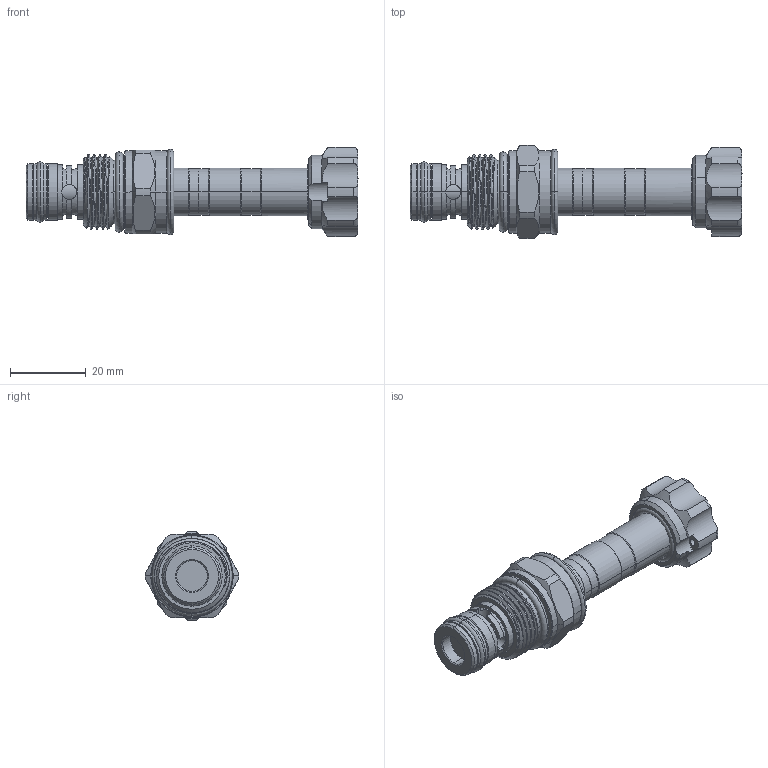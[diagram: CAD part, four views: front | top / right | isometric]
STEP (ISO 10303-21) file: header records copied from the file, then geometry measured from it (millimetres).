
FILE_DESCRIPTION (( 'STEP AP203' ), '1' );
FILE_NAME ('EP20M2A51Q04.STEP', '2020-03-31T05:05:18', ( '' ), ( '' ), 'SwSTEP 2.0', 'SolidWorks 2018', '' );
FILE_SCHEMA (( 'CONFIG_CONTROL_DESIGN' ));
Length unit declared in the file: millimetre
Products named in the file (1): EP20M2A51Q04
Bounding box: 87.95 x 24.65 x 23.79 mm (x, y, z)
Volume: 18875 mm3; surface area: 8450.8 mm2
Topology: 5 solids, 5 shells, 241 faces, 582 edges, 364 vertices
Faces by surface type: cylinder 117, plane 43, torus 42, cone 35, bspline 4
Entity records: 11562 total; most frequent: CARTESIAN_POINT 5895, DIRECTION 1216, ORIENTED_EDGE 1164, EDGE_CURVE 582, AXIS2_PLACEMENT_3D 524, VERTEX_POINT 364, CIRCLE 286, EDGE_LOOP 264
